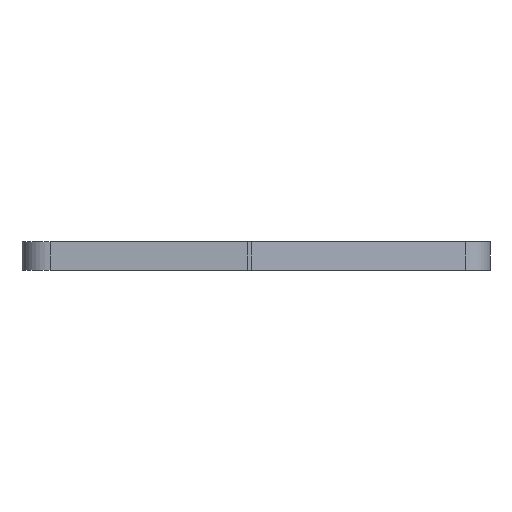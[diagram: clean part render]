
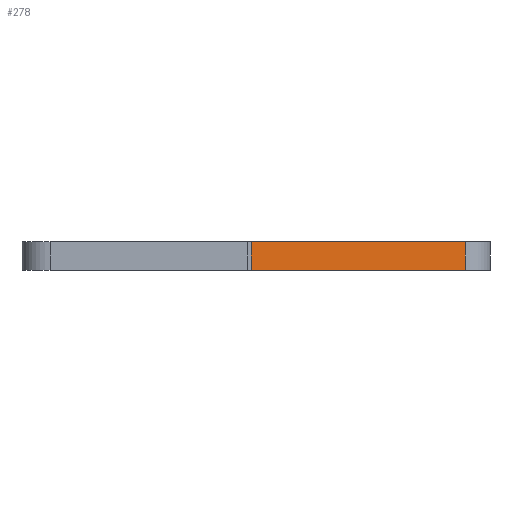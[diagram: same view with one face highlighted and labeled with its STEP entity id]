
A CAD part, left-side view. The second image highlights one B-rep face of the part: STEP entity #278.
In plain terms, the highlighted planar face has unit normal (-0.993, -0.122, 0).
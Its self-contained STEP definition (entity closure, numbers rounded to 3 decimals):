
#278=ADVANCED_FACE('',(#729),#731,.T.);
#729=FACE_BOUND('',#730,.T.);
#730=EDGE_LOOP('',(#1095,#1096,#1097,#1098));
#731=PLANE('',#732);
#732=AXIS2_PLACEMENT_3D('',#733,#734,#735);
#733=CARTESIAN_POINT('',(-22.099,-28.27,0.));
#734=DIRECTION('',(-0.993,-0.122,0.));
#735=DIRECTION('',(0.122,-0.993,0.));
#1095=ORIENTED_EDGE('',*,*,#1356,.T.);
#1096=ORIENTED_EDGE('',*,*,#1357,.T.);
#1097=ORIENTED_EDGE('',*,*,#1259,.F.);
#1098=ORIENTED_EDGE('',*,*,#1355,.F.);
#1259=EDGE_CURVE('',#1416,#1418,#1419,.T.);
#1355=EDGE_CURVE('',#1584,#1416,#1586,.T.);
#1356=EDGE_CURVE('',#1584,#1587,#1588,.T.);
#1357=EDGE_CURVE('',#1587,#1418,#1589,.T.);
#1416=VERTEX_POINT('',#1681);
#1418=VERTEX_POINT('',#1686);
#1419=LINE('',#1687,#1688);
#1584=VERTEX_POINT('',#2073);
#1586=LINE('',#2078,#2079);
#1587=VERTEX_POINT('',#2081);
#1588=LINE('',#2082,#2083);
#1589=LINE('',#2085,#2086);
#1681=CARTESIAN_POINT('',(-22.099,-28.27,3.));
#1686=CARTESIAN_POINT('',(-19.288,-51.17,3.));
#1687=CARTESIAN_POINT('',(-22.099,-28.27,3.));
#1688=VECTOR('',#1689,1.);
#1689=DIRECTION('',(0.122,-0.993,0.));
#2073=CARTESIAN_POINT('',(-22.099,-28.27,0.));
#2078=CARTESIAN_POINT('',(-22.099,-28.27,0.));
#2079=VECTOR('',#2080,1.);
#2080=DIRECTION('',(0.,0.,1.));
#2081=CARTESIAN_POINT('',(-19.288,-51.17,0.));
#2082=CARTESIAN_POINT('',(-22.099,-28.27,0.));
#2083=VECTOR('',#2084,1.);
#2084=DIRECTION('',(0.122,-0.993,0.));
#2085=CARTESIAN_POINT('',(-19.288,-51.17,0.));
#2086=VECTOR('',#2087,1.);
#2087=DIRECTION('',(0.,0.,1.));
